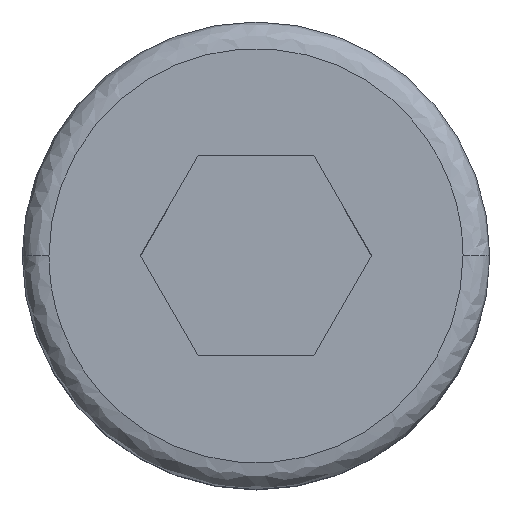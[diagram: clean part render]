
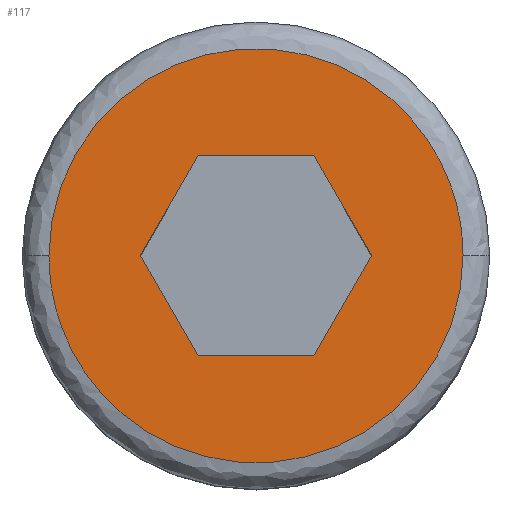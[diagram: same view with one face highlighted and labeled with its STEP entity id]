
A CAD part, top view. The second image highlights one B-rep face of the part: STEP entity #117.
In plain terms, the highlighted planar face has unit normal (0, 0, 1).
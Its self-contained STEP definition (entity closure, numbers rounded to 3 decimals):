
#15 = LINE ( 'NONE', #243, #282 ) ;
#40 = CARTESIAN_POINT ( 'NONE',  ( -1.732, 0., 4. ) ) ;
#52 = VERTEX_POINT ( 'NONE', #655 ) ;
#60 = EDGE_CURVE ( 'NONE', #52, #1048, #1029, .T. ) ;
#85 = LINE ( 'NONE', #1168, #1189 ) ;
#93 = ORIENTED_EDGE ( 'NONE', *, *, #648, .F. ) ;
#99 = EDGE_CURVE ( 'NONE', #569, #680, #15, .T. ) ;
#117 = ADVANCED_FACE ( 'NONE', ( #1016, #534 ), #273, .T. ) ;
#162 = CARTESIAN_POINT ( 'NONE',  ( 1.732, 0., 4. ) ) ;
#179 = EDGE_CURVE ( 'NONE', #1181, #1036, #1225, .T. ) ;
#185 = LINE ( 'NONE', #917, #1194 ) ;
#206 = CARTESIAN_POINT ( 'NONE',  ( -3.1, 0., 4. ) ) ;
#243 = CARTESIAN_POINT ( 'NONE',  ( -1.299, -0.75, 4. ) ) ;
#254 = EDGE_LOOP ( 'NONE', ( #1169, #801, #1034, #270, #93, #328 ) ) ;
#255 = CARTESIAN_POINT ( 'NONE',  ( -3.1, 0., 4. ) ) ;
#261 = LINE ( 'NONE', #1152, #783 ) ;
#270 = ORIENTED_EDGE ( 'NONE', *, *, #1047, .F. ) ;
#273 = PLANE ( 'NONE',  #342 ) ;
#276 = DIRECTION ( 'NONE',  ( 0., -1., 0. ) ) ;
#282 = VECTOR ( 'NONE', #349, 1000. ) ;
#328 = ORIENTED_EDGE ( 'NONE', *, *, #99, .F. ) ;
#329 = CARTESIAN_POINT ( 'NONE',  ( 0.866, -1.5, 4. ) ) ;
#334 = LINE ( 'NONE', #806, #992 ) ;
#342 = AXIS2_PLACEMENT_3D ( 'NONE', #1251, #673, #276 ) ;
#349 = DIRECTION ( 'NONE',  ( 0.5, -0.866, 0. ) ) ;
#396 = CARTESIAN_POINT ( 'NONE',  ( 0.866, 1.5, 4. ) ) ;
#440 = CARTESIAN_POINT ( 'NONE',  ( -3.1, 6.2, 4. ) ) ;
#508 = CARTESIAN_POINT ( 'NONE',  ( 3.1, 0., 4. ) ) ;
#534 = FACE_BOUND ( 'NONE', #254, .T. ) ;
#554 = ORIENTED_EDGE ( 'NONE', *, *, #60, .F. ) ;
#569 = VERTEX_POINT ( 'NONE', #40 ) ;
#623 = CARTESIAN_POINT ( 'NONE',  ( 3.1, -6.2, 4. ) ) ;
#645 = VERTEX_POINT ( 'NONE', #329 ) ;
#648 = EDGE_CURVE ( 'NONE', #680, #645, #185, .T. ) ;
#655 = CARTESIAN_POINT ( 'NONE',  ( -3.1, 0., 4. ) ) ;
#673 = DIRECTION ( 'NONE',  ( 0., 0., 1. ) ) ;
#680 = VERTEX_POINT ( 'NONE', #830 ) ;
#723 = CARTESIAN_POINT ( 'NONE',  ( -3.1, -6.2, 4. ) ) ;
#738 = DIRECTION ( 'NONE',  ( 1., 0., 0. ) ) ;
#747 = CARTESIAN_POINT ( 'NONE',  ( 3.1, 0., 4. ) ) ;
#783 = VECTOR ( 'NONE', #1253, 1000. ) ;
#784 = CARTESIAN_POINT ( 'NONE',  ( 1.299, 0.75, 4. ) ) ;
#785 = EDGE_CURVE ( 'NONE', #1141, #569, #261, .T. ) ;
#801 = ORIENTED_EDGE ( 'NONE', *, *, #970, .T. ) ;
#806 = CARTESIAN_POINT ( 'NONE',  ( 1.299, -0.75, 4. ) ) ;
#830 = CARTESIAN_POINT ( 'NONE',  ( -0.866, -1.5, 4. ) ) ;
#843 = ORIENTED_EDGE ( 'NONE', *, *, #1071, .F. ) ;
#866 = DIRECTION ( 'NONE',  ( -0.5, 0.866, 0. ) ) ;
#883 =( BOUNDED_CURVE ( )  B_SPLINE_CURVE ( 3, ( #508, #623, #723, #206 ),
 .UNSPECIFIED., .F., .F. ) 
 B_SPLINE_CURVE_WITH_KNOTS ( ( 4, 4 ),
 ( 0., 0.5 ),
 .UNSPECIFIED. ) 
 CURVE ( )  GEOMETRIC_REPRESENTATION_ITEM ( )  RATIONAL_B_SPLINE_CURVE ( ( 1., 0.333, 0.333, 1. ) ) 
 REPRESENTATION_ITEM ( '' )  );
#917 = CARTESIAN_POINT ( 'NONE',  ( 0., -1.5, 4. ) ) ;
#930 = VECTOR ( 'NONE', #866, 1000. ) ;
#970 = EDGE_CURVE ( 'NONE', #1141, #1036, #85, .T. ) ;
#974 = EDGE_LOOP ( 'NONE', ( #843, #554 ) ) ;
#988 = DIRECTION ( 'NONE',  ( 0.5, 0.866, 0. ) ) ;
#992 = VECTOR ( 'NONE', #988, 1000. ) ;
#1016 = FACE_OUTER_BOUND ( 'NONE', #974, .T. ) ;
#1029 =( BOUNDED_CURVE ( )  B_SPLINE_CURVE ( 3, ( #255, #440, #1121, #747 ),
 .UNSPECIFIED., .F., .T. ) 
 B_SPLINE_CURVE_WITH_KNOTS ( ( 4, 4 ),
 ( 0.5, 1. ),
 .UNSPECIFIED. ) 
 CURVE ( )  GEOMETRIC_REPRESENTATION_ITEM ( )  RATIONAL_B_SPLINE_CURVE ( ( 1., 0.333, 0.333, 1. ) ) 
 REPRESENTATION_ITEM ( '' )  );
#1034 = ORIENTED_EDGE ( 'NONE', *, *, #179, .F. ) ;
#1036 = VERTEX_POINT ( 'NONE', #396 ) ;
#1047 = EDGE_CURVE ( 'NONE', #645, #1181, #334, .T. ) ;
#1048 = VERTEX_POINT ( 'NONE', #1180 ) ;
#1071 = EDGE_CURVE ( 'NONE', #1048, #52, #883, .T. ) ;
#1121 = CARTESIAN_POINT ( 'NONE',  ( 3.1, 6.2, 4. ) ) ;
#1141 = VERTEX_POINT ( 'NONE', #1250 ) ;
#1152 = CARTESIAN_POINT ( 'NONE',  ( -1.299, 0.75, 4. ) ) ;
#1168 = CARTESIAN_POINT ( 'NONE',  ( 0., 1.5, 4. ) ) ;
#1169 = ORIENTED_EDGE ( 'NONE', *, *, #785, .F. ) ;
#1180 = CARTESIAN_POINT ( 'NONE',  ( 3.1, 0., 4. ) ) ;
#1181 = VERTEX_POINT ( 'NONE', #162 ) ;
#1189 = VECTOR ( 'NONE', #1265, 1000. ) ;
#1194 = VECTOR ( 'NONE', #738, 1000. ) ;
#1225 = LINE ( 'NONE', #784, #930 ) ;
#1250 = CARTESIAN_POINT ( 'NONE',  ( -0.866, 1.5, 4. ) ) ;
#1251 = CARTESIAN_POINT ( 'NONE',  ( 0., 0., 4. ) ) ;
#1253 = DIRECTION ( 'NONE',  ( -0.5, -0.866, 0. ) ) ;
#1265 = DIRECTION ( 'NONE',  ( 1., 0., 0. ) ) ;
